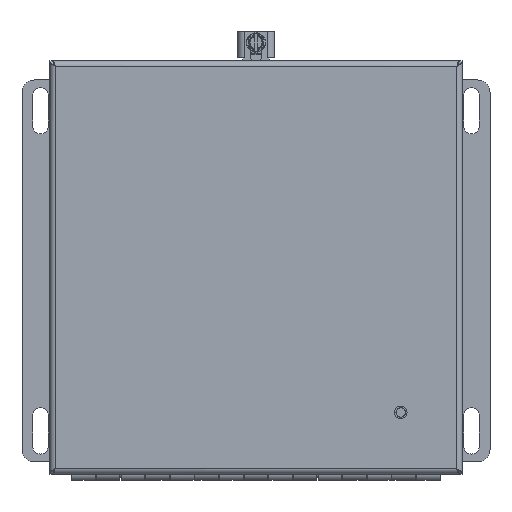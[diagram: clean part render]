
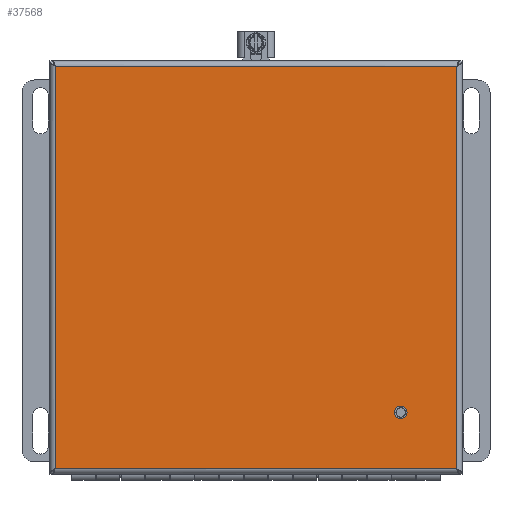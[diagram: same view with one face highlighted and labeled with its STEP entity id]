
A CAD part, top view. The second image highlights one B-rep face of the part: STEP entity #37568.
In plain terms, the highlighted planar face has unit normal (0, 0, 1).
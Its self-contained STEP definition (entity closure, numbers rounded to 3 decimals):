
#705 = CARTESIAN_POINT ( 'NONE',  ( -0.013, -0.023, 6.185 ) ) ;
#1712 = DIRECTION ( 'NONE',  ( 1., 0., 0. ) ) ;
#2496 = CARTESIAN_POINT ( 'NONE',  ( 8.25, 8.138, 6.185 ) ) ;
#2933 = DIRECTION ( 'NONE',  ( 0., -1., 0. ) ) ;
#3970 = EDGE_CURVE ( 'NONE', #47321, #47321, #51031, .T. ) ;
#6714 = DIRECTION ( 'NONE',  ( 1., 0., 0. ) ) ;
#9000 = CARTESIAN_POINT ( 'NONE',  ( 8.138, -0.023, 6.185 ) ) ;
#9776 = DIRECTION ( 'NONE',  ( 0., 0., -1. ) ) ;
#10599 = LINE ( 'NONE', #33899, #39041 ) ;
#11986 = LINE ( 'NONE', #50530, #49809 ) ;
#12309 = EDGE_CURVE ( 'NONE', #15744, #25307, #10599, .T. ) ;
#12879 = FACE_BOUND ( 'NONE', #15659, .T. ) ;
#13640 = FACE_OUTER_BOUND ( 'NONE', #35047, .T. ) ;
#15659 = EDGE_LOOP ( 'NONE', ( #49953 ) ) ;
#15744 = VERTEX_POINT ( 'NONE', #705 ) ;
#16339 = AXIS2_PLACEMENT_3D ( 'NONE', #22916, #9776, #26799 ) ;
#18163 = EDGE_CURVE ( 'NONE', #23842, #31447, #50339, .T. ) ;
#18302 = VECTOR ( 'NONE', #26314, 39.37 ) ;
#18469 = LINE ( 'NONE', #23375, #28937 ) ;
#22916 = CARTESIAN_POINT ( 'NONE',  ( 7., 1.115, 6.185 ) ) ;
#23375 = CARTESIAN_POINT ( 'NONE',  ( 8.138, 8.25, 6.185 ) ) ;
#23842 = VERTEX_POINT ( 'NONE', #36506 ) ;
#25307 = VERTEX_POINT ( 'NONE', #9000 ) ;
#26314 = DIRECTION ( 'NONE',  ( -1., 0., 0. ) ) ;
#26799 = DIRECTION ( 'NONE',  ( 1., 0., 0. ) ) ;
#27684 = CARTESIAN_POINT ( 'NONE',  ( 7.097, 1.115, 6.185 ) ) ;
#28937 = VECTOR ( 'NONE', #50765, 39.37 ) ;
#29422 = PLANE ( 'NONE',  #31502 ) ;
#31447 = VERTEX_POINT ( 'NONE', #35673 ) ;
#31502 = AXIS2_PLACEMENT_3D ( 'NONE', #44177, #36931, #1712 ) ;
#31913 = ORIENTED_EDGE ( 'NONE', *, *, #12309, .T. ) ;
#33899 = CARTESIAN_POINT ( 'NONE',  ( 8.25, -0.023, 6.185 ) ) ;
#35047 = EDGE_LOOP ( 'NONE', ( #39219, #38669, #31913, #49414 ) ) ;
#35673 = CARTESIAN_POINT ( 'NONE',  ( -0.013, 8.138, 6.185 ) ) ;
#36262 = EDGE_CURVE ( 'NONE', #25307, #23842, #18469, .T. ) ;
#36506 = CARTESIAN_POINT ( 'NONE',  ( 8.138, 8.138, 6.185 ) ) ;
#36931 = DIRECTION ( 'NONE',  ( 0., 0., 1. ) ) ;
#37568 = ADVANCED_FACE ( 'NONE', ( #12879, #13640 ), #29422, .T. ) ;
#38669 = ORIENTED_EDGE ( 'NONE', *, *, #48420, .T. ) ;
#39041 = VECTOR ( 'NONE', #6714, 39.37 ) ;
#39219 = ORIENTED_EDGE ( 'NONE', *, *, #18163, .T. ) ;
#44177 = CARTESIAN_POINT ( 'NONE',  ( 8.25, 8.25, 6.185 ) ) ;
#47321 = VERTEX_POINT ( 'NONE', #27684 ) ;
#48420 = EDGE_CURVE ( 'NONE', #31447, #15744, #11986, .T. ) ;
#49414 = ORIENTED_EDGE ( 'NONE', *, *, #36262, .T. ) ;
#49809 = VECTOR ( 'NONE', #2933, 39.37 ) ;
#49953 = ORIENTED_EDGE ( 'NONE', *, *, #3970, .T. ) ;
#50339 = LINE ( 'NONE', #2496, #18302 ) ;
#50530 = CARTESIAN_POINT ( 'NONE',  ( -0.013, 8.25, 6.185 ) ) ;
#50765 = DIRECTION ( 'NONE',  ( 0., 1., 0. ) ) ;
#51031 = CIRCLE ( 'NONE', #16339, 0.097 ) ;
